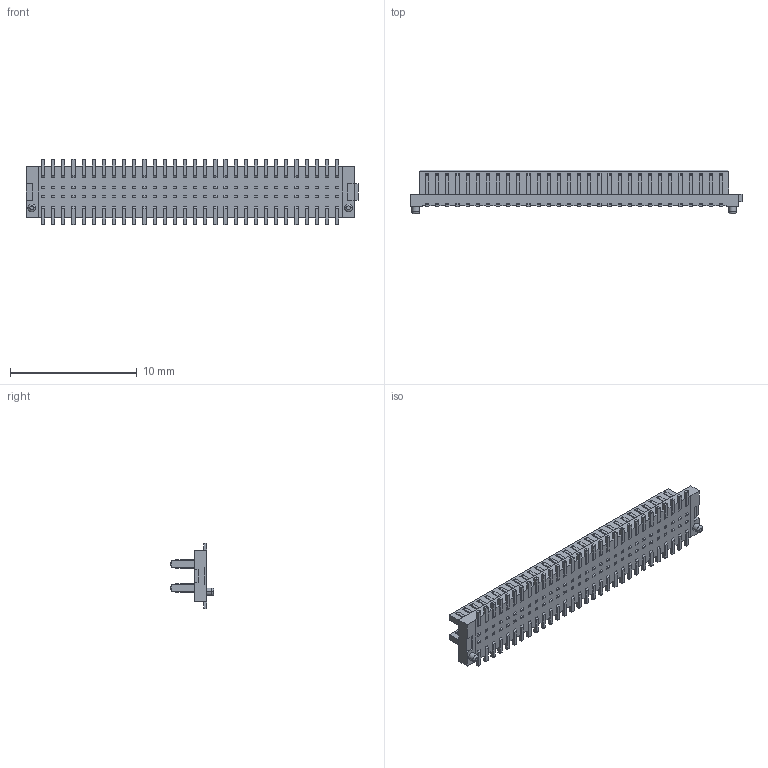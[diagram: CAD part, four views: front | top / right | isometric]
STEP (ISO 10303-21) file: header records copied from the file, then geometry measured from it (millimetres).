
FILE_DESCRIPTION((''),'2;1');
FILE_NAME('FBB08001-M60S1XX3XXMH10','2021-08-12T',('gongcheng6'),(''),'PRO/ENGINEER BY PARAMETRIC TECHNOLOGY CORPORATION, 2010280','PRO/ENGINEER BY PARAMETRIC TECHNOLOGY CORPORATION, 2010280','');
FILE_SCHEMA(('CONFIG_CONTROL_DESIGN'));
Length unit declared in the file: millimetre
Products named in the file (1): FBB08001-M60S1XX3XXMH10
Bounding box: 26.2 x 3.45 x 5.2 mm (x, y, z)
Volume: 146.4 mm3; surface area: 525.1 mm2
Topology: 1 solids, 1 shells, 1560 faces, 4464 edges, 2972 vertices
Faces by surface type: plane 1192, cylinder 364, torus 4
Entity records: 50586 total; most frequent: CARTESIAN_POINT 8996, ORIENTED_EDGE 8928, DIRECTION 8320, EDGE_CURVE 4464, VECTOR 3728, LINE 3728, VERTEX_POINT 2972, AXIS2_PLACEMENT_3D 2296
